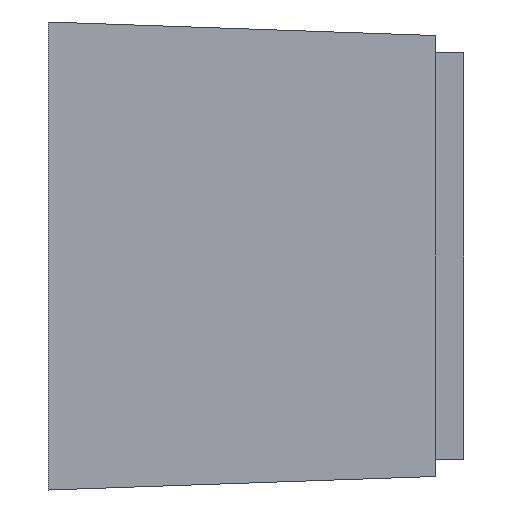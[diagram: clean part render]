
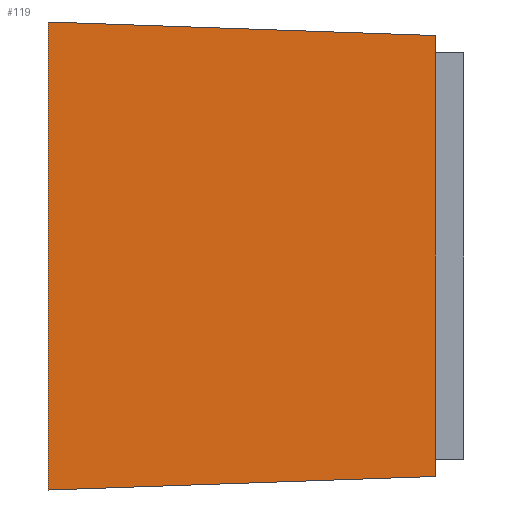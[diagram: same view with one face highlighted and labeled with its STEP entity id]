
A CAD part, front view. The second image highlights one B-rep face of the part: STEP entity #119.
In plain terms, the highlighted planar face has unit normal (0.035, -0.999, 0).
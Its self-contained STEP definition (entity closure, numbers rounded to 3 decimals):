
#119=ADVANCED_FACE('',(#148),#133,.T.);
#133=PLANE('',#382);
#148=FACE_OUTER_BOUND('',#164,.T.);
#164=EDGE_LOOP('',(#203,#204,#205,#206));
#203=ORIENTED_EDGE('',*,*,#291,.F.);
#204=ORIENTED_EDGE('',*,*,#292,.T.);
#205=ORIENTED_EDGE('',*,*,#293,.T.);
#206=ORIENTED_EDGE('',*,*,#287,.T.);
#259=VERTEX_POINT('',#501);
#260=VERTEX_POINT('',#502);
#263=VERTEX_POINT('',#510);
#264=VERTEX_POINT('',#512);
#287=EDGE_CURVE('',#259,#260,#319,.T.);
#291=EDGE_CURVE('',#263,#260,#323,.T.);
#292=EDGE_CURVE('',#263,#264,#324,.T.);
#293=EDGE_CURVE('',#264,#259,#325,.T.);
#319=LINE('',#500,#351);
#323=LINE('',#509,#355);
#324=LINE('',#511,#356);
#325=LINE('',#513,#357);
#351=VECTOR('',#424,1.);
#355=VECTOR('',#430,1.);
#356=VECTOR('',#431,1.);
#357=VECTOR('',#432,1.);
#382=AXIS2_PLACEMENT_3D('',#514,#433,#434);
#424=DIRECTION('',(0.,0.,-1.));
#430=DIRECTION('',(-0.999,-0.035,-0.035));
#431=DIRECTION('',(0.,0.,1.));
#432=DIRECTION('',(-0.999,-0.035,0.035));
#433=DIRECTION('',(0.035,-0.999,0.));
#434=DIRECTION('',(0.999,0.035,0.));
#500=CARTESIAN_POINT('',(0.,-42.677,9.957));
#501=CARTESIAN_POINT('',(0.,-42.677,9.957));
#502=CARTESIAN_POINT('',(0.,-42.677,-9.957));
#509=CARTESIAN_POINT('',(0.,-42.677,-9.957));
#510=CARTESIAN_POINT('',(16.5,-42.101,-9.381));
#511=CARTESIAN_POINT('',(16.5,-42.101,9.957));
#512=CARTESIAN_POINT('',(16.5,-42.101,9.381));
#513=CARTESIAN_POINT('',(0.,-42.677,9.957));
#514=CARTESIAN_POINT('',(0.,-42.677,9.957));
